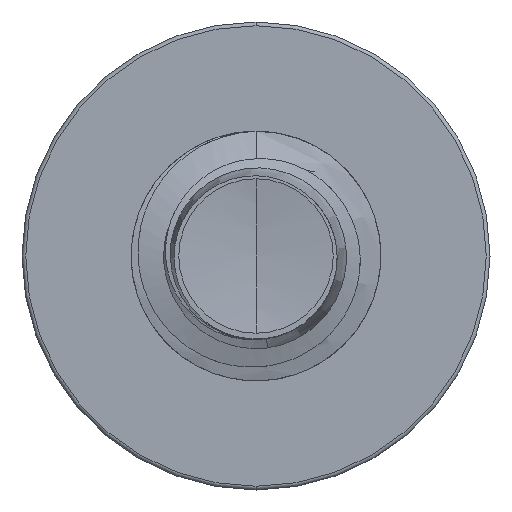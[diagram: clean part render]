
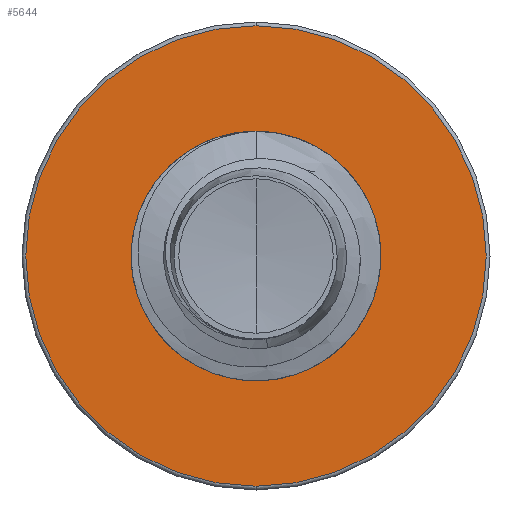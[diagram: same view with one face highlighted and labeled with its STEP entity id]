
A CAD part, front view. The second image highlights one B-rep face of the part: STEP entity #5644.
In plain terms, the highlighted planar face has unit normal (0, -1, 0).
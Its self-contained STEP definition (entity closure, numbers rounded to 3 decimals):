
#130 = CARTESIAN_POINT ( 'NONE',  ( 0., 6., -1.476 ) ) ;
#486 = DIRECTION ( 'NONE',  ( 0., 1., 0. ) ) ;
#545 = AXIS2_PLACEMENT_3D ( 'NONE', #8481, #8478, #8447 ) ;
#1327 = AXIS2_PLACEMENT_3D ( 'NONE', #11262, #486, #12807 ) ;
#1768 = EDGE_LOOP ( 'NONE', ( #11749, #14797 ) ) ;
#1908 = CARTESIAN_POINT ( 'NONE',  ( 0., 6., 1.476 ) ) ;
#2208 = AXIS2_PLACEMENT_3D ( 'NONE', #7783, #7780, #7751 ) ;
#2667 = CARTESIAN_POINT ( 'NONE',  ( 0., 6., 0.799 ) ) ;
#3567 = EDGE_CURVE ( 'NONE', #19452, #15053, #9473, .T. ) ;
#3777 = EDGE_CURVE ( 'NONE', #4564, #5181, #9762, .T. ) ;
#4362 = CARTESIAN_POINT ( 'NONE',  ( 0., 6., 0. ) ) ;
#4564 = VERTEX_POINT ( 'NONE', #1908 ) ;
#5086 = AXIS2_PLACEMENT_3D ( 'NONE', #4362, #15690, #6231 ) ;
#5181 = VERTEX_POINT ( 'NONE', #130 ) ;
#5644 = ADVANCED_FACE ( 'NONE', ( #11945, #9573 ), #13637, .F. ) ;
#5892 = EDGE_LOOP ( 'NONE', ( #8270, #7676 ) ) ;
#6231 = DIRECTION ( 'NONE',  ( 0., 0., 1. ) ) ;
#7676 = ORIENTED_EDGE ( 'NONE', *, *, #17222, .F. ) ;
#7751 = DIRECTION ( 'NONE',  ( 0., 0., 1. ) ) ;
#7780 = DIRECTION ( 'NONE',  ( 0., 1., 0. ) ) ;
#7783 = CARTESIAN_POINT ( 'NONE',  ( 0., 6., 0. ) ) ;
#8174 = DIRECTION ( 'NONE',  ( 0., 1., 0. ) ) ;
#8270 = ORIENTED_EDGE ( 'NONE', *, *, #3777, .F. ) ;
#8447 = DIRECTION ( 'NONE',  ( 0., 0., 1. ) ) ;
#8478 = DIRECTION ( 'NONE',  ( 0., 1., 0. ) ) ;
#8481 = CARTESIAN_POINT ( 'NONE',  ( 0., 6., 0. ) ) ;
#9473 = CIRCLE ( 'NONE', #545, 0.799 ) ;
#9573 = FACE_BOUND ( 'NONE', #1768, .T. ) ;
#9588 = DIRECTION ( 'NONE',  ( 0., 0., 1. ) ) ;
#9762 = CIRCLE ( 'NONE', #2208, 1.476 ) ;
#10167 = AXIS2_PLACEMENT_3D ( 'NONE', #13655, #8174, #9588 ) ;
#11123 = CARTESIAN_POINT ( 'NONE',  ( 0., 6., -0.799 ) ) ;
#11262 = CARTESIAN_POINT ( 'NONE',  ( 0., 6., 0. ) ) ;
#11749 = ORIENTED_EDGE ( 'NONE', *, *, #17219, .T. ) ;
#11809 = CIRCLE ( 'NONE', #5086, 1.476 ) ;
#11945 = FACE_OUTER_BOUND ( 'NONE', #5892, .T. ) ;
#12807 = DIRECTION ( 'NONE',  ( 0., 0., 1. ) ) ;
#13637 = PLANE ( 'NONE',  #10167 ) ;
#13655 = CARTESIAN_POINT ( 'NONE',  ( 0., 6., -0.799 ) ) ;
#14797 = ORIENTED_EDGE ( 'NONE', *, *, #3567, .T. ) ;
#15053 = VERTEX_POINT ( 'NONE', #2667 ) ;
#15690 = DIRECTION ( 'NONE',  ( 0., 1., 0. ) ) ;
#16964 = CIRCLE ( 'NONE', #1327, 0.799 ) ;
#17219 = EDGE_CURVE ( 'NONE', #15053, #19452, #16964, .T. ) ;
#17222 = EDGE_CURVE ( 'NONE', #5181, #4564, #11809, .T. ) ;
#19452 = VERTEX_POINT ( 'NONE', #11123 ) ;
